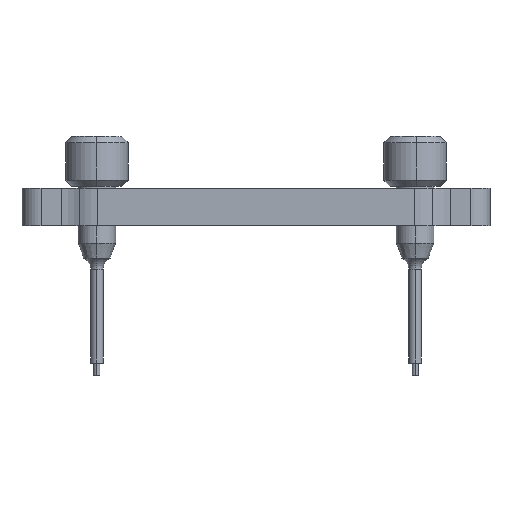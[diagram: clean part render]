
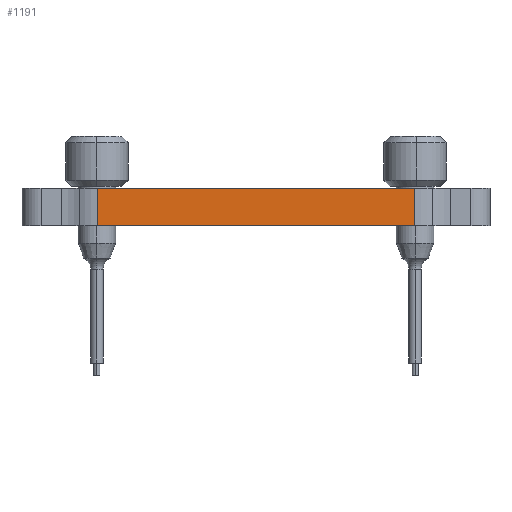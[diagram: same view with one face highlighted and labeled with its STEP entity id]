
A CAD part, top view. The second image highlights one B-rep face of the part: STEP entity #1191.
In plain terms, the highlighted planar face has unit normal (0, 0, 1).
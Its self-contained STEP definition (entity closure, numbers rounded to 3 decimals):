
#56 = VERTEX_POINT ( 'NONE', #556 ) ;
#72 = EDGE_CURVE ( 'NONE', #2962, #2175, #3910, .T. ) ;
#246 = CARTESIAN_POINT ( 'NONE',  ( -37.5, 0., 4.5 ) ) ;
#320 = VECTOR ( 'NONE', #4016, 1000. ) ;
#418 = LINE ( 'NONE', #2519, #518 ) ;
#461 = DIRECTION ( 'NONE',  ( 1., 0., 0. ) ) ;
#462 = VECTOR ( 'NONE', #1821, 1000. ) ;
#518 = VECTOR ( 'NONE', #2192, 1000. ) ;
#556 = CARTESIAN_POINT ( 'NONE',  ( -25.443, 6., 4.5 ) ) ;
#580 = CARTESIAN_POINT ( 'NONE',  ( 25.443, 0., 4.5 ) ) ;
#617 = ORIENTED_EDGE ( 'NONE', *, *, #72, .T. ) ;
#1055 = LINE ( 'NONE', #246, #320 ) ;
#1079 = CARTESIAN_POINT ( 'NONE',  ( -37.5, 6., 4.5 ) ) ;
#1191 = ADVANCED_FACE ( 'NONE', ( #2896 ), #2869, .F. ) ;
#1314 = DIRECTION ( 'NONE',  ( -1., 0., 0. ) ) ;
#1806 = CARTESIAN_POINT ( 'NONE',  ( 25.443, 6., 4.5 ) ) ;
#1821 = DIRECTION ( 'NONE',  ( 0., 1., 0. ) ) ;
#1895 = VERTEX_POINT ( 'NONE', #3103 ) ;
#1981 = ORIENTED_EDGE ( 'NONE', *, *, #2427, .T. ) ;
#2175 = VERTEX_POINT ( 'NONE', #3566 ) ;
#2192 = DIRECTION ( 'NONE',  ( 0., -1., 0. ) ) ;
#2289 = ORIENTED_EDGE ( 'NONE', *, *, #2402, .T. ) ;
#2337 = EDGE_LOOP ( 'NONE', ( #2289, #617, #3706, #1981 ) ) ;
#2402 = EDGE_CURVE ( 'NONE', #1895, #2962, #1055, .T. ) ;
#2427 = EDGE_CURVE ( 'NONE', #56, #1895, #418, .T. ) ;
#2519 = CARTESIAN_POINT ( 'NONE',  ( -25.443, 6., 4.5 ) ) ;
#2869 = PLANE ( 'NONE',  #3607 ) ;
#2882 = CARTESIAN_POINT ( 'NONE',  ( -37.5, 6., 4.5 ) ) ;
#2896 = FACE_OUTER_BOUND ( 'NONE', #2337, .T. ) ;
#2915 = VECTOR ( 'NONE', #461, 1000. ) ;
#2962 = VERTEX_POINT ( 'NONE', #580 ) ;
#3103 = CARTESIAN_POINT ( 'NONE',  ( -25.443, 0., 4.5 ) ) ;
#3566 = CARTESIAN_POINT ( 'NONE',  ( 25.443, 6., 4.5 ) ) ;
#3607 = AXIS2_PLACEMENT_3D ( 'NONE', #2882, #3798, #1314 ) ;
#3706 = ORIENTED_EDGE ( 'NONE', *, *, #4066, .F. ) ;
#3798 = DIRECTION ( 'NONE',  ( 0., 0., -1. ) ) ;
#3910 = LINE ( 'NONE', #1806, #462 ) ;
#3948 = LINE ( 'NONE', #1079, #2915 ) ;
#4016 = DIRECTION ( 'NONE',  ( 1., 0., 0. ) ) ;
#4066 = EDGE_CURVE ( 'NONE', #56, #2175, #3948, .T. ) ;
